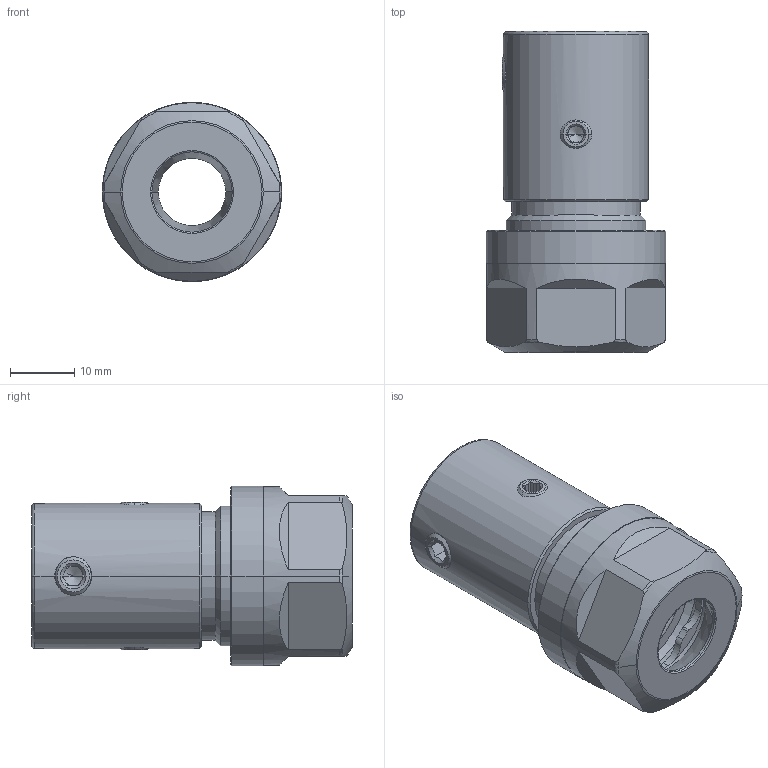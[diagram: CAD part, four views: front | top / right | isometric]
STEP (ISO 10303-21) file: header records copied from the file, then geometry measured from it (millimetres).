
FILE_DESCRIPTION((''),'2;1');
FILE_NAME('42147-ER16_SW0001','2017-07-03T',('040'),(''),'CREO PARAMETRIC BY PTC INC, 2016260','CREO PARAMETRIC BY PTC INC, 2016260','');
FILE_SCHEMA(('CONFIG_CONTROL_DESIGN'));
Length unit declared in the file: millimetre
Products named in the file (1): 42147-ER16_SW0001
Bounding box: 28 x 50 x 28 mm (x, y, z)
Volume: 15454.3 mm3; surface area: 8068.3 mm2
Topology: 1 solids, 2 shells, 212 faces, 519 edges, 317 vertices
Faces by surface type: plane 78, cylinder 57, cone 52, torus 22, bspline 3
Entity records: 7260 total; most frequent: CARTESIAN_POINT 2252, DIRECTION 1073, ORIENTED_EDGE 1026, EDGE_CURVE 513, AXIS2_PLACEMENT_3D 435, VERTEX_POINT 317, EDGE_LOOP 228, CIRCLE 226
